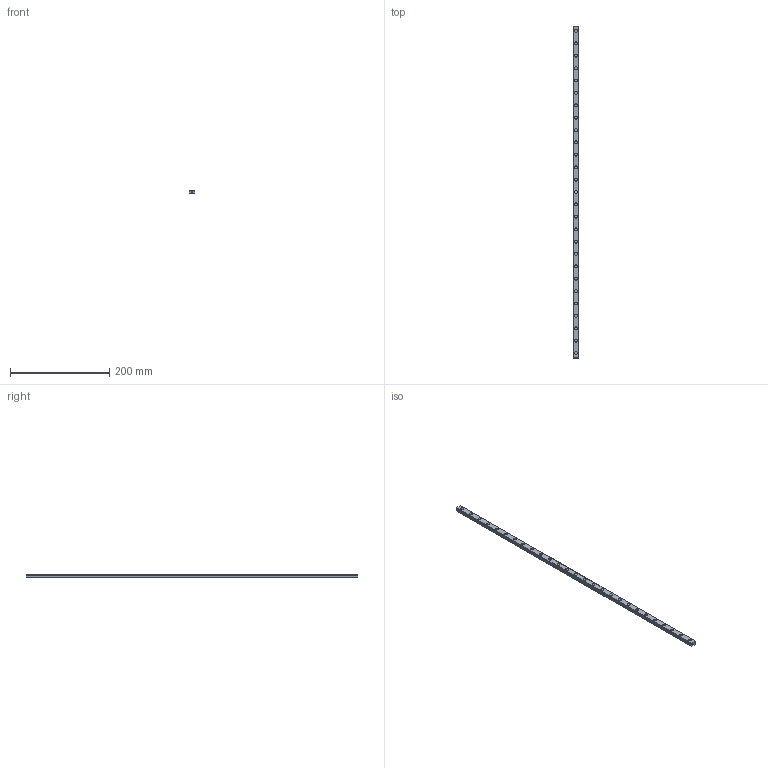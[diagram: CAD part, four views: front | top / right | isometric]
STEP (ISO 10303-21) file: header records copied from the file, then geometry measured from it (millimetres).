
FILE_DESCRIPTION(('STEP AP214'),'1');
FILE_NAME('cctmp_1E4E8D5E-2A6E-420C-9285-04A6158EE452_2021_02_19_09_50_48_0194..stp','2021-02-19T08:50:48',('HIWIN GmbH'),('CADClick - www.CADClick.com'),'Spatial InterOp 3D',' ','unknown authorization');
FILE_SCHEMA(('AUTOMOTIVE_DESIGN'));
Length unit declared in the file: millimetre
Products named in the file (1): MGNR12R670CM_FILE
Bounding box: 12 x 670 x 8 mm (x, y, z)
Volume: 57353.9 mm3; surface area: 33455.7 mm2
Topology: 1 solids, 1 shells, 338 faces, 753 edges, 502 vertices
Faces by surface type: cylinder 178, plane 160
Entity records: 12241 total; most frequent: DIRECTION 1787, CARTESIAN_POINT 1594, ORIENTED_EDGE 1506, EDGE_CURVE 753, AXIS2_PLACEMENT_3D 695, VERTEX_POINT 502, EDGE_LOOP 423, LINE 397
